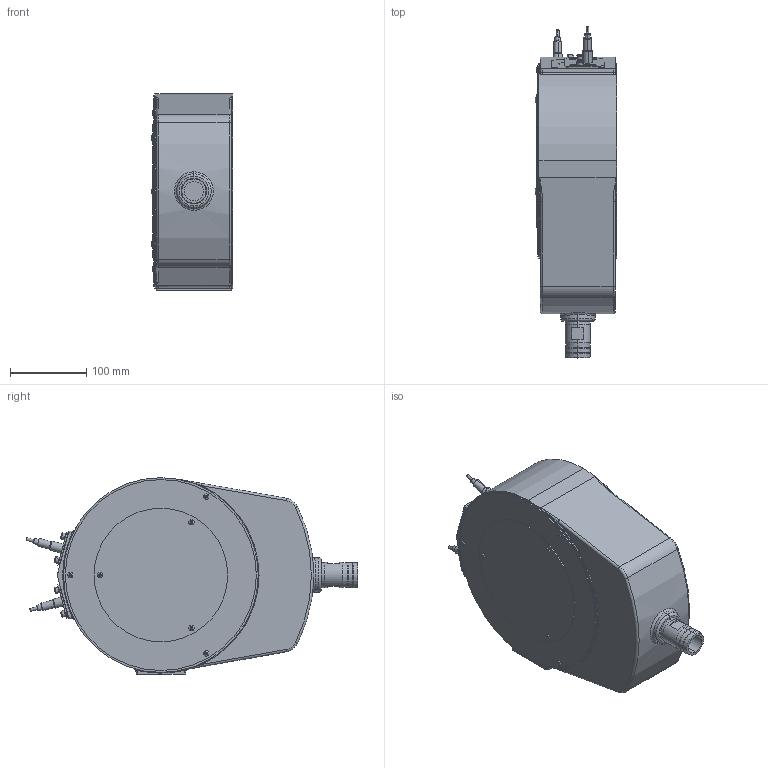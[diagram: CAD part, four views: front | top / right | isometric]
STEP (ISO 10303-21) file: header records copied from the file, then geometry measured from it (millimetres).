
FILE_DESCRIPTION (( 'STEP AP203' ), '1' );
FILE_NAME ('CF-CT-21集水盒.STEP', '2020-12-21T00:51:27', ( '' ), ( '' ), 'SwSTEP 2.0', 'SolidWorks 2016', '' );
FILE_SCHEMA (( 'CONFIG_CONTROL_DESIGN' ));
Length unit declared in the file: metre
Products named in the file (13): M4x6半圓頭; CF-CT-21集水盒; CT-08洩油管; CT-08檢出板B; CT-08檢出板A; M5x10; CF-CT-21集水盒本體; IFS287(NPN); CF-CT-21蓋板; CT-21檢出環; CT-21蓋板封口; M5x12; M4x8半圓頭
Assembly tree (23 placements, depth 2):
  CF-CT-21集水盒
    CF-CT-21集水盒本體
    CF-CT-21蓋板
    CT-21蓋板封口
    M4x8半圓頭  x3
    M4x6半圓頭  x3
    CT-08洩油管
    CT-08檢出板B  x2
    CT-08檢出板A  x2
    M5x10  x4
    IFS287(NPN)  x2
    CT-21檢出環
    M5x12  x2
Bounding box: 107 x 434.46 x 257.5 mm (x, y, z)
Volume: 1153607.4 mm3; surface area: 539699.6 mm2
Topology: 23 solids, 23 shells, 651 faces, 1526 edges, 932 vertices
Faces by surface type: plane 298, cylinder 203, cone 90, torus 41, bspline 19
Entity records: 14882 total; most frequent: CARTESIAN_POINT 3856, DIRECTION 2089, ORIENTED_EDGE 1840, EDGE_CURVE 920, AXIS2_PLACEMENT_3D 830, VERTEX_POINT 574, EDGE_LOOP 484, CIRCLE 430
